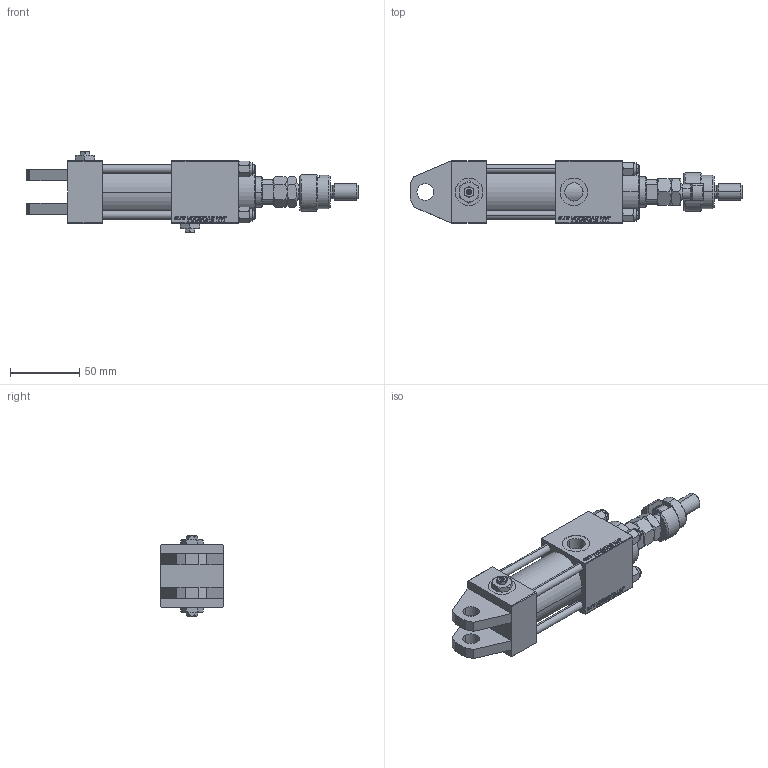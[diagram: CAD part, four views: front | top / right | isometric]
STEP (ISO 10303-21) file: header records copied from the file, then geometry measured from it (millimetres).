
FILE_DESCRIPTION (( 'STEP AP203' ), '1' );
FILE_NAME ('8a0b.STEP', '2023-08-23T11:40:39', ( '' ), ( '' ), 'SwSTEP 2.0', 'SolidWorks 2019', '' );
FILE_SCHEMA (( 'CONFIG_CONTROL_DESIGN' ));
Length unit declared in the file: millimetre
Products named in the file (10): 8a0b; NUT_M5_H a62b0a903f0cac566c2ea59110c20520; V215CR_TYCINKA_H a62b0a903f0cac566c2ea59110c20520; V215_VC_A a62b0a903f0cac566c2ea59110c20520; V215CR_H_Body a62b0a903f0cac566c2ea59110c20520; Zatka_pro_OIL_PORT a62b0a903f0cac566c2ea59110c20520; MFA a62b0a903f0cac566c2ea59110c20520; FEMALE_PART_FOR_DFA a62b0a903f0cac566c2ea59110c20520; V215CR_VCP_H a62b0a903f0cac566c2ea59110c20520; DFA a62b0a903f0cac566c2ea59110c20520
Assembly tree (16 placements, depth 3):
  8a0b
    V215CR_H_Body a62b0a903f0cac566c2ea59110c20520
    V215CR_VCP_H a62b0a903f0cac566c2ea59110c20520
    V215CR_TYCINKA_H a62b0a903f0cac566c2ea59110c20520  x4
    NUT_M5_H a62b0a903f0cac566c2ea59110c20520  x4
    V215_VC_A a62b0a903f0cac566c2ea59110c20520
    DFA a62b0a903f0cac566c2ea59110c20520
      FEMALE_PART_FOR_DFA a62b0a903f0cac566c2ea59110c20520
      MFA a62b0a903f0cac566c2ea59110c20520
    Zatka_pro_OIL_PORT a62b0a903f0cac566c2ea59110c20520  x2
Bounding box: 239 x 45 x 59 mm (x, y, z)
Volume: 241162 mm3; surface area: 87385.3 mm2
Topology: 15 solids, 15 shells, 1313 faces, 3252 edges, 2083 vertices
Faces by surface type: plane 592, bspline 392, cone 210, cylinder 107, torus 12
Entity records: 54516 total; most frequent: CARTESIAN_POINT 28329, ORIENTED_EDGE 5804, DIRECTION 3834, EDGE_CURVE 2902, VERTEX_POINT 1881, LINE 1678, VECTOR 1678, EDGE_LOOP 1283
